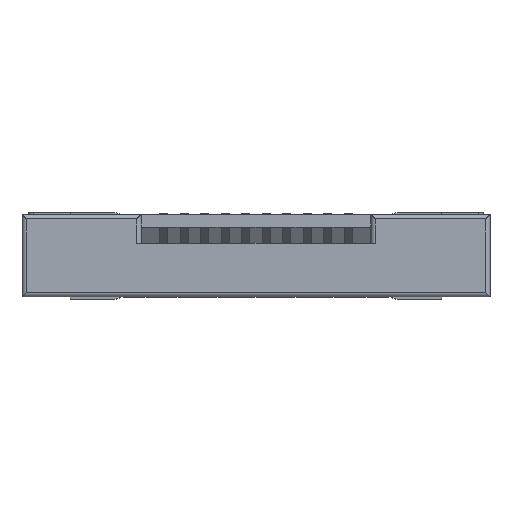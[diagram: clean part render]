
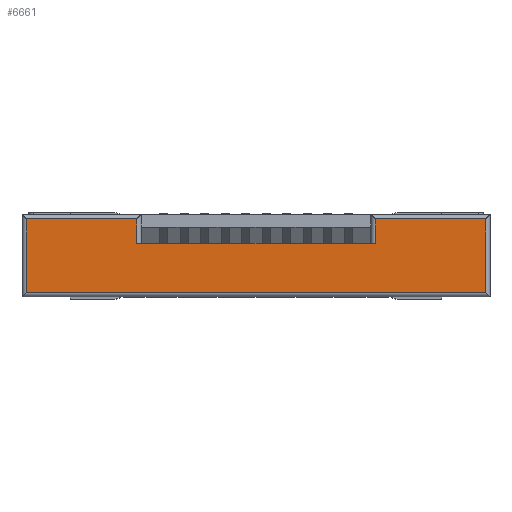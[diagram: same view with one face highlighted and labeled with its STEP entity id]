
A CAD part, top view. The second image highlights one B-rep face of the part: STEP entity #6661.
In plain terms, the highlighted planar face has unit normal (0, 0, 1).
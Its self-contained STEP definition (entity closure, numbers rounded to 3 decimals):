
#36 = VECTOR ( 'NONE', #9095, 1000. ) ;
#229 = CARTESIAN_POINT ( 'NONE',  ( -2.9, 0.9, 0.65 ) ) ;
#261 = DIRECTION ( 'NONE',  ( 0., -1., 0. ) ) ;
#476 = VECTOR ( 'NONE', #4124, 1000. ) ;
#807 = CARTESIAN_POINT ( 'NONE',  ( -5.6, -1., 0.65 ) ) ;
#958 = LINE ( 'NONE', #7283, #476 ) ;
#1328 = CARTESIAN_POINT ( 'NONE',  ( -5.6, -0.9, 0.65 ) ) ;
#1535 = EDGE_LOOP ( 'NONE', ( #6225, #5694, #5401, #8951, #5006, #6657, #13193, #9926 ) ) ;
#1569 = LINE ( 'NONE', #8308, #6205 ) ;
#2440 = DIRECTION ( 'NONE',  ( 0., 1., 0. ) ) ;
#2451 = VERTEX_POINT ( 'NONE', #229 ) ;
#2633 = CARTESIAN_POINT ( 'NONE',  ( 2.9, 0.3, 0.65 ) ) ;
#2747 = CARTESIAN_POINT ( 'NONE',  ( 2.9, 0.3, 0.65 ) ) ;
#3281 = FACE_OUTER_BOUND ( 'NONE', #1535, .T. ) ;
#3556 = VERTEX_POINT ( 'NONE', #2747 ) ;
#3723 = VERTEX_POINT ( 'NONE', #13003 ) ;
#3906 = DIRECTION ( 'NONE',  ( -1., 0., 0. ) ) ;
#4124 = DIRECTION ( 'NONE',  ( 0., 1., 0. ) ) ;
#4169 = EDGE_CURVE ( 'NONE', #8979, #3556, #12123, .T. ) ;
#4770 = AXIS2_PLACEMENT_3D ( 'NONE', #5597, #6720, #261 ) ;
#4960 = VERTEX_POINT ( 'NONE', #1328 ) ;
#5006 = ORIENTED_EDGE ( 'NONE', *, *, #10115, .T. ) ;
#5114 = DIRECTION ( 'NONE',  ( 1., 0., 0. ) ) ;
#5401 = ORIENTED_EDGE ( 'NONE', *, *, #13378, .T. ) ;
#5597 = CARTESIAN_POINT ( 'NONE',  ( 0., 0., 0.65 ) ) ;
#5694 = ORIENTED_EDGE ( 'NONE', *, *, #4169, .F. ) ;
#5998 = VECTOR ( 'NONE', #2440, 1000. ) ;
#6010 = LINE ( 'NONE', #13539, #13190 ) ;
#6205 = VECTOR ( 'NONE', #8175, 1000. ) ;
#6225 = ORIENTED_EDGE ( 'NONE', *, *, #13685, .T. ) ;
#6657 = ORIENTED_EDGE ( 'NONE', *, *, #8584, .T. ) ;
#6661 = ADVANCED_FACE ( 'NONE', ( #3281 ), #10954, .F. ) ;
#6720 = DIRECTION ( 'NONE',  ( 0., 0., -1. ) ) ;
#6793 = CARTESIAN_POINT ( 'NONE',  ( 5.6, 1., 0.65 ) ) ;
#7280 = CARTESIAN_POINT ( 'NONE',  ( -2.9, 0.3, 0.65 ) ) ;
#7282 = LINE ( 'NONE', #807, #9571 ) ;
#7283 = CARTESIAN_POINT ( 'NONE',  ( -2.9, 1., 0.65 ) ) ;
#7663 = VERTEX_POINT ( 'NONE', #9172 ) ;
#8055 = LINE ( 'NONE', #6793, #5998 ) ;
#8175 = DIRECTION ( 'NONE',  ( -1., 0., 0. ) ) ;
#8308 = CARTESIAN_POINT ( 'NONE',  ( 2.8, 0.9, 0.65 ) ) ;
#8584 = EDGE_CURVE ( 'NONE', #4960, #9052, #9264, .T. ) ;
#8951 = ORIENTED_EDGE ( 'NONE', *, *, #9056, .T. ) ;
#8979 = VERTEX_POINT ( 'NONE', #7280 ) ;
#9052 = VERTEX_POINT ( 'NONE', #9106 ) ;
#9056 = EDGE_CURVE ( 'NONE', #2451, #11418, #6010, .T. ) ;
#9095 = DIRECTION ( 'NONE',  ( 0., -1., 0. ) ) ;
#9106 = CARTESIAN_POINT ( 'NONE',  ( 5.6, -0.9, 0.65 ) ) ;
#9172 = CARTESIAN_POINT ( 'NONE',  ( 5.6, 0.9, 0.65 ) ) ;
#9251 = VECTOR ( 'NONE', #9944, 1000. ) ;
#9264 = LINE ( 'NONE', #13778, #9914 ) ;
#9388 = EDGE_CURVE ( 'NONE', #7663, #3723, #1569, .T. ) ;
#9571 = VECTOR ( 'NONE', #10525, 1000. ) ;
#9914 = VECTOR ( 'NONE', #5114, 1000. ) ;
#9926 = ORIENTED_EDGE ( 'NONE', *, *, #9388, .T. ) ;
#9944 = DIRECTION ( 'NONE',  ( 1., 0., 0. ) ) ;
#10023 = EDGE_CURVE ( 'NONE', #9052, #7663, #8055, .T. ) ;
#10115 = EDGE_CURVE ( 'NONE', #11418, #4960, #7282, .T. ) ;
#10525 = DIRECTION ( 'NONE',  ( 0., -1., 0. ) ) ;
#10954 = PLANE ( 'NONE',  #4770 ) ;
#11418 = VERTEX_POINT ( 'NONE', #12879 ) ;
#12123 = LINE ( 'NONE', #12195, #9251 ) ;
#12131 = LINE ( 'NONE', #2633, #36 ) ;
#12195 = CARTESIAN_POINT ( 'NONE',  ( -2.8, 0.3, 0.65 ) ) ;
#12879 = CARTESIAN_POINT ( 'NONE',  ( -5.6, 0.9, 0.65 ) ) ;
#13003 = CARTESIAN_POINT ( 'NONE',  ( 2.9, 0.9, 0.65 ) ) ;
#13190 = VECTOR ( 'NONE', #3906, 1000. ) ;
#13193 = ORIENTED_EDGE ( 'NONE', *, *, #10023, .T. ) ;
#13378 = EDGE_CURVE ( 'NONE', #8979, #2451, #958, .T. ) ;
#13539 = CARTESIAN_POINT ( 'NONE',  ( -5.7, 0.9, 0.65 ) ) ;
#13685 = EDGE_CURVE ( 'NONE', #3723, #3556, #12131, .T. ) ;
#13778 = CARTESIAN_POINT ( 'NONE',  ( 5.7, -0.9, 0.65 ) ) ;
